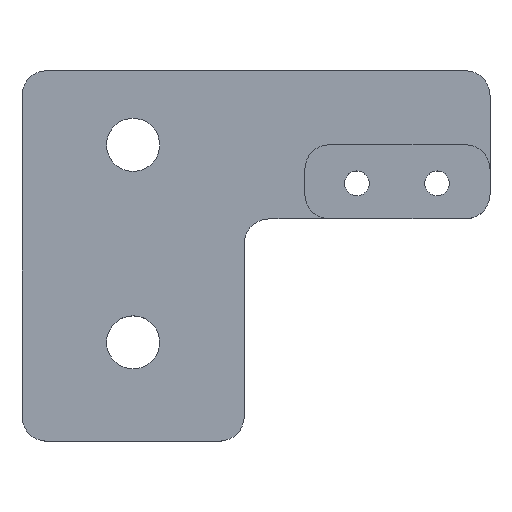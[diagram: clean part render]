
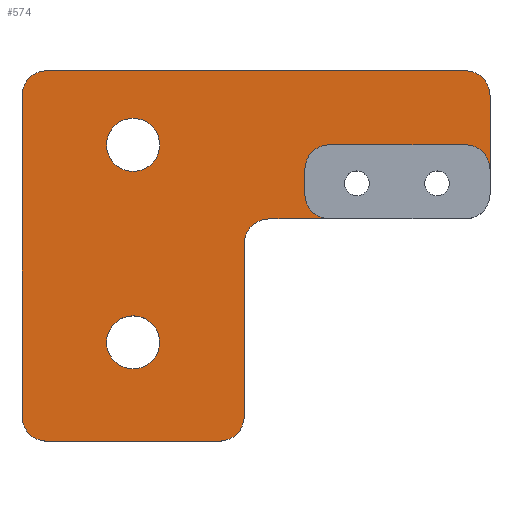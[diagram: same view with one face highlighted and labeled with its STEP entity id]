
A CAD part, top view. The second image highlights one B-rep face of the part: STEP entity #574.
In plain terms, the highlighted planar face has unit normal (0, 0, 1).
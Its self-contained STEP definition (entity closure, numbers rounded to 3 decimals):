
#15=FACE_BOUND('',#76,.T.);
#16=FACE_BOUND('',#77,.T.);
#26=PLANE('',#626);
#45=FACE_OUTER_BOUND('',#75,.T.);
#75=EDGE_LOOP('',(#418,#419,#420,#421,#422,#423,#424,#425,#426,#427,#428,
#429,#430,#431,#432,#433));
#76=EDGE_LOOP('',(#434));
#77=EDGE_LOOP('',(#435));
#116=LINE('',#879,#170);
#125=LINE('',#901,#179);
#128=LINE('',#913,#182);
#129=LINE('',#916,#183);
#130=LINE('',#920,#184);
#131=LINE('',#924,#185);
#132=LINE('',#928,#186);
#133=LINE('',#932,#187);
#170=VECTOR('',#699,10.);
#179=VECTOR('',#716,10.);
#182=VECTOR('',#727,10.);
#183=VECTOR('',#730,10.);
#184=VECTOR('',#733,10.);
#185=VECTOR('',#736,10.);
#186=VECTOR('',#739,10.);
#187=VECTOR('',#744,10.);
#219=CIRCLE('',#621,2.);
#220=CIRCLE('',#624,2.);
#222=CIRCLE('',#627,2.);
#223=CIRCLE('',#628,2.);
#224=CIRCLE('',#629,2.);
#225=CIRCLE('',#630,2.);
#226=CIRCLE('',#631,2.);
#227=CIRCLE('',#632,2.);
#228=CIRCLE('',#633,2.15);
#229=CIRCLE('',#634,2.15);
#255=VERTEX_POINT('',#876);
#256=VERTEX_POINT('',#878);
#260=VERTEX_POINT('',#887);
#261=VERTEX_POINT('',#889);
#265=VERTEX_POINT('',#899);
#266=VERTEX_POINT('',#903);
#267=VERTEX_POINT('',#904);
#270=VERTEX_POINT('',#912);
#271=VERTEX_POINT('',#914);
#272=VERTEX_POINT('',#917);
#273=VERTEX_POINT('',#919);
#274=VERTEX_POINT('',#921);
#275=VERTEX_POINT('',#923);
#276=VERTEX_POINT('',#925);
#277=VERTEX_POINT('',#927);
#278=VERTEX_POINT('',#930);
#279=VERTEX_POINT('',#933);
#280=VERTEX_POINT('',#935);
#314=EDGE_CURVE('',#256,#255,#116,.T.);
#319=EDGE_CURVE('',#260,#261,#219,.T.);
#325=EDGE_CURVE('',#260,#265,#125,.T.);
#326=EDGE_CURVE('',#266,#267,#220,.T.);
#330=EDGE_CURVE('',#266,#270,#128,.T.);
#331=EDGE_CURVE('',#271,#270,#222,.T.);
#332=EDGE_CURVE('',#271,#261,#129,.T.);
#333=EDGE_CURVE('',#272,#265,#223,.F.);
#334=EDGE_CURVE('',#272,#273,#130,.T.);
#335=EDGE_CURVE('',#274,#273,#224,.F.);
#336=EDGE_CURVE('',#274,#275,#131,.T.);
#337=EDGE_CURVE('',#276,#275,#225,.F.);
#338=EDGE_CURVE('',#276,#277,#132,.T.);
#339=EDGE_CURVE('',#256,#277,#226,.T.);
#340=EDGE_CURVE('',#278,#255,#227,.T.);
#341=EDGE_CURVE('',#278,#267,#133,.T.);
#342=EDGE_CURVE('',#279,#279,#228,.T.);
#343=EDGE_CURVE('',#280,#280,#229,.T.);
#418=ORIENTED_EDGE('',*,*,#326,.F.);
#419=ORIENTED_EDGE('',*,*,#330,.T.);
#420=ORIENTED_EDGE('',*,*,#331,.F.);
#421=ORIENTED_EDGE('',*,*,#332,.T.);
#422=ORIENTED_EDGE('',*,*,#319,.F.);
#423=ORIENTED_EDGE('',*,*,#325,.T.);
#424=ORIENTED_EDGE('',*,*,#333,.F.);
#425=ORIENTED_EDGE('',*,*,#334,.T.);
#426=ORIENTED_EDGE('',*,*,#335,.F.);
#427=ORIENTED_EDGE('',*,*,#336,.T.);
#428=ORIENTED_EDGE('',*,*,#337,.F.);
#429=ORIENTED_EDGE('',*,*,#338,.T.);
#430=ORIENTED_EDGE('',*,*,#339,.F.);
#431=ORIENTED_EDGE('',*,*,#314,.T.);
#432=ORIENTED_EDGE('',*,*,#340,.F.);
#433=ORIENTED_EDGE('',*,*,#341,.T.);
#434=ORIENTED_EDGE('',*,*,#342,.T.);
#435=ORIENTED_EDGE('',*,*,#343,.T.);
#574=ADVANCED_FACE('',(#45,#15,#16),#26,.T.);
#621=AXIS2_PLACEMENT_3D('',#890,#707,#708);
#624=AXIS2_PLACEMENT_3D('',#905,#719,#720);
#626=AXIS2_PLACEMENT_3D('',#911,#725,#726);
#627=AXIS2_PLACEMENT_3D('',#915,#728,#729);
#628=AXIS2_PLACEMENT_3D('',#918,#731,#732);
#629=AXIS2_PLACEMENT_3D('',#922,#734,#735);
#630=AXIS2_PLACEMENT_3D('',#926,#737,#738);
#631=AXIS2_PLACEMENT_3D('',#929,#740,#741);
#632=AXIS2_PLACEMENT_3D('',#931,#742,#743);
#633=AXIS2_PLACEMENT_3D('',#934,#745,#746);
#634=AXIS2_PLACEMENT_3D('',#936,#747,#748);
#699=DIRECTION('',(-1.,0.,0.));
#707=DIRECTION('center_axis',(0.,0.,
1.));
#708=DIRECTION('ref_axis',(-0.707,0.707,0.));
#716=DIRECTION('',(1.,0.,0.));
#719=DIRECTION('center_axis',(0.,0.,
-1.));
#720=DIRECTION('ref_axis',(-0.707,-0.707,0.));
#725=DIRECTION('center_axis',(0.,0.,
1.));
#726=DIRECTION('ref_axis',(-1.,0.,0.));
#727=DIRECTION('',(1.,0.,0.));
#728=DIRECTION('center_axis',(0.,0.,
-1.));
#729=DIRECTION('ref_axis',(0.707,-0.707,0.));
#730=DIRECTION('',(0.,1.,0.));
#731=DIRECTION('center_axis',(0.,0.,
-1.));
#732=DIRECTION('ref_axis',(-0.707,-0.707,0.));
#733=DIRECTION('',(0.,1.,0.));
#734=DIRECTION('center_axis',(0.,0.,
-1.));
#735=DIRECTION('ref_axis',(-0.707,0.707,0.));
#736=DIRECTION('',(1.,0.,0.));
#737=DIRECTION('center_axis',(0.,0.,
-1.));
#738=DIRECTION('ref_axis',(0.707,0.707,0.));
#739=DIRECTION('',(0.,1.,0.));
#740=DIRECTION('center_axis',(0.,0.,
-1.));
#741=DIRECTION('ref_axis',(0.707,0.707,0.));
#742=DIRECTION('center_axis',(0.,0.,
-1.));
#743=DIRECTION('ref_axis',(-0.707,0.707,0.));
#744=DIRECTION('',(0.,-1.,0.));
#745=DIRECTION('center_axis',(0.,0.,
-1.));
#746=DIRECTION('ref_axis',(-1.,0.,0.));
#747=DIRECTION('center_axis',(0.,0.,
-1.));
#748=DIRECTION('ref_axis',(-1.,0.,0.));
#876=CARTESIAN_POINT('',(-252.,210.,3.));
#878=CARTESIAN_POINT('',(-218.09,210.,3.));
#879=CARTESIAN_POINT('',(-254.,210.,3.));
#887=CARTESIAN_POINT('',(-234.,198.,3.));
#889=CARTESIAN_POINT('',(-236.,196.,3.));
#890=CARTESIAN_POINT('Origin',(-234.,196.,3.));
#899=CARTESIAN_POINT('',(-229.09,198.,3.));
#901=CARTESIAN_POINT('',(-216.09,198.,3.));
#903=CARTESIAN_POINT('',(-252.,180.,3.));
#904=CARTESIAN_POINT('',(-254.,182.,3.));
#905=CARTESIAN_POINT('Origin',(-252.,182.,3.));
#911=CARTESIAN_POINT('Origin',(-235.045,195.,3.));
#912=CARTESIAN_POINT('',(-238.,180.,3.));
#913=CARTESIAN_POINT('',(-236.,180.,3.));
#914=CARTESIAN_POINT('',(-236.,182.,3.));
#915=CARTESIAN_POINT('Origin',(-238.,182.,3.));
#916=CARTESIAN_POINT('',(-236.,198.,3.));
#917=CARTESIAN_POINT('',(-231.09,200.,3.));
#918=CARTESIAN_POINT('Origin',(-229.09,200.,3.));
#919=CARTESIAN_POINT('',(-231.09,202.,3.));
#920=CARTESIAN_POINT('',(-231.09,199.5,3.));
#921=CARTESIAN_POINT('',(-229.09,204.,3.));
#922=CARTESIAN_POINT('Origin',(-229.09,202.,3.));
#923=CARTESIAN_POINT('',(-218.09,204.,3.));
#924=CARTESIAN_POINT('',(-225.568,204.,3.));
#925=CARTESIAN_POINT('',(-216.09,202.,3.));
#926=CARTESIAN_POINT('Origin',(-218.09,202.,3.));
#927=CARTESIAN_POINT('',(-216.09,208.,3.));
#928=CARTESIAN_POINT('',(-216.09,210.,3.));
#929=CARTESIAN_POINT('Origin',(-218.09,208.,3.));
#930=CARTESIAN_POINT('',(-254.,208.,3.));
#931=CARTESIAN_POINT('Origin',(-252.,208.,3.));
#932=CARTESIAN_POINT('',(-254.,-220.,3.));
#933=CARTESIAN_POINT('',(-242.85,188.,3.));
#934=CARTESIAN_POINT('Origin',(-245.,188.,3.));
#935=CARTESIAN_POINT('',(-242.85,204.,3.));
#936=CARTESIAN_POINT('Origin',(-245.,204.,3.));
